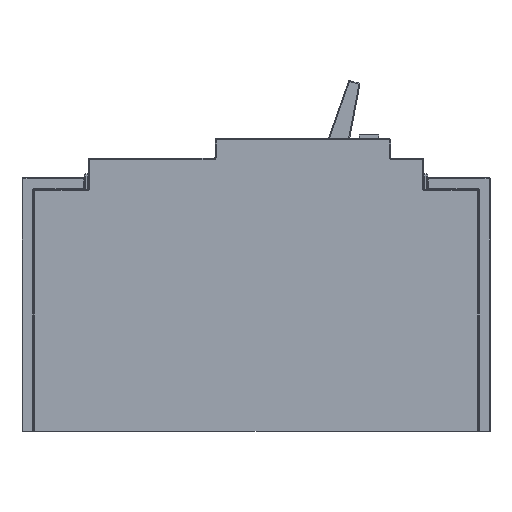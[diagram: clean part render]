
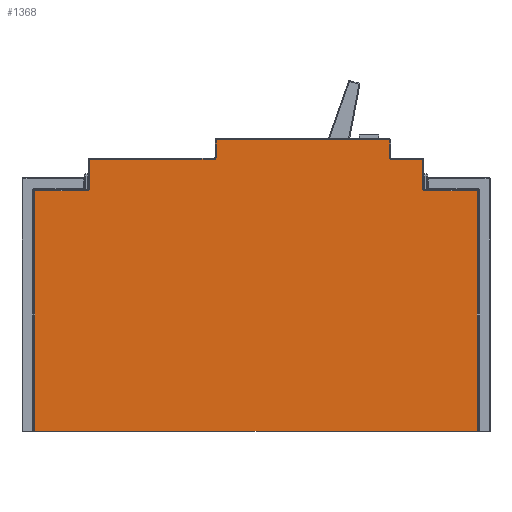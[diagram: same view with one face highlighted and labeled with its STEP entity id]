
A CAD part, left-side view. The second image highlights one B-rep face of the part: STEP entity #1368.
In plain terms, the highlighted planar face has unit normal (-1, 0, 0).
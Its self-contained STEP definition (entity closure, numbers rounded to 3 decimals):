
#986 = EDGE_CURVE ( 'NONE', #15082, #15081, #5104, .T. ) ;
#1368 = ADVANCED_FACE ( 'NONE', ( #6165 ), #6120, .F. ) ;
#1676 = EDGE_CURVE ( 'NONE', #14645, #14646, #6588, .T. ) ;
#1678 = EDGE_CURVE ( 'NONE', #14643, #14644, #6590, .T. ) ;
#1679 = EDGE_CURVE ( 'NONE', #14645, #14644, #6609, .T. ) ;
#1680 = EDGE_CURVE ( 'NONE', #14642, #15082, #6608, .T. ) ;
#1681 = EDGE_CURVE ( 'NONE', #14641, #14642, #6610, .T. ) ;
#1682 = EDGE_CURVE ( 'NONE', #15081, #14643, #6612, .T. ) ;
#1683 = EDGE_CURVE ( 'NONE', #14646, #14647, #6614, .T. ) ;
#1684 = EDGE_CURVE ( 'NONE', #14648, #14647, #6618, .T. ) ;
#1685 = EDGE_CURVE ( 'NONE', #14648, #14649, #6617, .T. ) ;
#1686 = EDGE_CURVE ( 'NONE', #14649, #14650, #6619, .T. ) ;
#1687 = EDGE_CURVE ( 'NONE', #14650, #14651, #6621, .T. ) ;
#1688 = EDGE_CURVE ( 'NONE', #14652, #14651, #6625, .T. ) ;
#1689 = EDGE_CURVE ( 'NONE', #14652, #14653, #6624, .T. ) ;
#1690 = EDGE_CURVE ( 'NONE', #14653, #14654, #6626, .T. ) ;
#1691 = EDGE_CURVE ( 'NONE', #14641, #14654, #6630, .T. ) ;
#4341 = EDGE_LOOP ( 'NONE', ( #4593, #4594, #4595, #4596, #4597, #4599, #4600, #4601, #4603, #4604, #4605, #4607, #4608, #4609, #4610, #4612 ) ) ;
#4593 = ORIENTED_EDGE ( 'NONE', *, *, #1681, .T. ) ;
#4594 = ORIENTED_EDGE ( 'NONE', *, *, #1680, .T. ) ;
#4595 = ORIENTED_EDGE ( 'NONE', *, *, #986, .T. ) ;
#4596 = ORIENTED_EDGE ( 'NONE', *, *, #1682, .T. ) ;
#4597 = ORIENTED_EDGE ( 'NONE', *, *, #1678, .T. ) ;
#4599 = ORIENTED_EDGE ( 'NONE', *, *, #1679, .F. ) ;
#4600 = ORIENTED_EDGE ( 'NONE', *, *, #1676, .T. ) ;
#4601 = ORIENTED_EDGE ( 'NONE', *, *, #1683, .T. ) ;
#4603 = ORIENTED_EDGE ( 'NONE', *, *, #1684, .F. ) ;
#4604 = ORIENTED_EDGE ( 'NONE', *, *, #1685, .T. ) ;
#4605 = ORIENTED_EDGE ( 'NONE', *, *, #1686, .T. ) ;
#4607 = ORIENTED_EDGE ( 'NONE', *, *, #1687, .T. ) ;
#4608 = ORIENTED_EDGE ( 'NONE', *, *, #1688, .F. ) ;
#4609 = ORIENTED_EDGE ( 'NONE', *, *, #1689, .T. ) ;
#4610 = ORIENTED_EDGE ( 'NONE', *, *, #1690, .T. ) ;
#4612 = ORIENTED_EDGE ( 'NONE', *, *, #1691, .F. ) ;
#5101 = VECTOR ( 'NONE', #5865, 1000. ) ;
#5104 = LINE ( 'NONE', #5864, #5101 ) ;
#5295 = AXIS2_PLACEMENT_3D ( 'NONE', #6128, #6134, #6135 ) ;
#5398 = AXIS2_PLACEMENT_3D ( 'NONE', #7531, #7540, #7541 ) ;
#5401 = AXIS2_PLACEMENT_3D ( 'NONE', #7526, #7529, #7530 ) ;
#5402 = AXIS2_PLACEMENT_3D ( 'NONE', #7551, #7555, #7556 ) ;
#5403 = AXIS2_PLACEMENT_3D ( 'NONE', #7542, #7549, #7550 ) ;
#5864 = CARTESIAN_POINT ( 'NONE',  ( -39., 60., 0. ) ) ;
#5865 = DIRECTION ( 'NONE',  ( 0., -1., 0. ) ) ;
#6120 = PLANE ( 'NONE',  #5295 ) ;
#6128 = CARTESIAN_POINT ( 'NONE',  ( -39., 60., 75. ) ) ;
#6134 = DIRECTION ( 'NONE',  ( 1., 0., 0. ) ) ;
#6135 = DIRECTION ( 'NONE',  ( 0., 1., 0. ) ) ;
#6165 = FACE_OUTER_BOUND ( 'NONE', #4341, .T. ) ;
#6588 = LINE ( 'NONE', #7511, #6601 ) ;
#6590 = LINE ( 'NONE', #7521, #6605 ) ;
#6601 = VECTOR ( 'NONE', #7522, 1000. ) ;
#6602 = VECTOR ( 'NONE', #7532, 1000. ) ;
#6605 = VECTOR ( 'NONE', #7527, 1000. ) ;
#6607 = VECTOR ( 'NONE', #7543, 1000. ) ;
#6608 = LINE ( 'NONE', #7523, #6602 ) ;
#6609 = CIRCLE ( 'NONE', #5401, 0.5 ) ;
#6610 = LINE ( 'NONE', #7533, #6611 ) ;
#6611 = VECTOR ( 'NONE', #7534, 1000. ) ;
#6612 = LINE ( 'NONE', #7535, #6613 ) ;
#6613 = VECTOR ( 'NONE', #7536, 1000. ) ;
#6614 = LINE ( 'NONE', #7537, #6615 ) ;
#6615 = VECTOR ( 'NONE', #7538, 1000. ) ;
#6616 = VECTOR ( 'NONE', #7552, 1000. ) ;
#6617 = LINE ( 'NONE', #7528, #6607 ) ;
#6618 = CIRCLE ( 'NONE', #5398, 0.5 ) ;
#6619 = LINE ( 'NONE', #7544, #6620 ) ;
#6620 = VECTOR ( 'NONE', #7545, 1000. ) ;
#6621 = LINE ( 'NONE', #7546, #6622 ) ;
#6622 = VECTOR ( 'NONE', #7547, 1000. ) ;
#6624 = LINE ( 'NONE', #7539, #6616 ) ;
#6625 = CIRCLE ( 'NONE', #5403, 0.5 ) ;
#6626 = LINE ( 'NONE', #7553, #6627 ) ;
#6627 = VECTOR ( 'NONE', #7554, 1000. ) ;
#6630 = CIRCLE ( 'NONE', #5402, 0.5 ) ;
#7511 = CARTESIAN_POINT ( 'NONE',  ( -39., -42.75, 75. ) ) ;
#7521 = CARTESIAN_POINT ( 'NONE',  ( -39., 60., 61.75 ) ) ;
#7522 = DIRECTION ( 'NONE',  ( 0., 0., 1. ) ) ;
#7523 = CARTESIAN_POINT ( 'NONE',  ( -39., 56.75, 75. ) ) ;
#7526 = CARTESIAN_POINT ( 'NONE',  ( -39., -43.25, 62.25 ) ) ;
#7527 = DIRECTION ( 'NONE',  ( 0., 1., 0. ) ) ;
#7528 = CARTESIAN_POINT ( 'NONE',  ( -39., -34.25, 75. ) ) ;
#7529 = DIRECTION ( 'NONE',  ( -1., 0., 0. ) ) ;
#7530 = DIRECTION ( 'NONE',  ( 0., 1., 0. ) ) ;
#7531 = CARTESIAN_POINT ( 'NONE',  ( -39., -34.75, 70.25 ) ) ;
#7532 = DIRECTION ( 'NONE',  ( 0., 0., -1. ) ) ;
#7533 = CARTESIAN_POINT ( 'NONE',  ( -39., 60., 61.75 ) ) ;
#7534 = DIRECTION ( 'NONE',  ( 0., 1., 0. ) ) ;
#7535 = CARTESIAN_POINT ( 'NONE',  ( -39., -56.75, 75. ) ) ;
#7536 = DIRECTION ( 'NONE',  ( 0., 0., 1. ) ) ;
#7537 = CARTESIAN_POINT ( 'NONE',  ( -39., 60., 69.75 ) ) ;
#7538 = DIRECTION ( 'NONE',  ( 0., 1., 0. ) ) ;
#7539 = CARTESIAN_POINT ( 'NONE',  ( -39., 60., 69.75 ) ) ;
#7540 = DIRECTION ( 'NONE',  ( -1., 0., 0. ) ) ;
#7541 = DIRECTION ( 'NONE',  ( 0., 1., 0. ) ) ;
#7542 = CARTESIAN_POINT ( 'NONE',  ( -39., 10.75, 70.25 ) ) ;
#7543 = DIRECTION ( 'NONE',  ( 0., 0., 1. ) ) ;
#7544 = CARTESIAN_POINT ( 'NONE',  ( -39., 10.5, 74.75 ) ) ;
#7545 = DIRECTION ( 'NONE',  ( 0., 1., 0. ) ) ;
#7546 = CARTESIAN_POINT ( 'NONE',  ( -39., 10.25, 75. ) ) ;
#7547 = DIRECTION ( 'NONE',  ( 0., 0., -1. ) ) ;
#7549 = DIRECTION ( 'NONE',  ( -1., 0., 0. ) ) ;
#7550 = DIRECTION ( 'NONE',  ( 0., 1., 0. ) ) ;
#7551 = CARTESIAN_POINT ( 'NONE',  ( -39., 43.25, 62.25 ) ) ;
#7552 = DIRECTION ( 'NONE',  ( 0., 1., 0. ) ) ;
#7553 = CARTESIAN_POINT ( 'NONE',  ( -39., 42.75, 75. ) ) ;
#7554 = DIRECTION ( 'NONE',  ( 0., 0., -1. ) ) ;
#7555 = DIRECTION ( 'NONE',  ( -1., 0., 0. ) ) ;
#7556 = DIRECTION ( 'NONE',  ( 0., 1., 0. ) ) ;
#14262 = CARTESIAN_POINT ( 'NONE',  ( -39., 43.25, 61.75 ) ) ;
#14263 = CARTESIAN_POINT ( 'NONE',  ( -39., 56.75, 61.75 ) ) ;
#14264 = CARTESIAN_POINT ( 'NONE',  ( -39., -56.75, 61.75 ) ) ;
#14265 = CARTESIAN_POINT ( 'NONE',  ( -39., -43.25, 61.75 ) ) ;
#14266 = CARTESIAN_POINT ( 'NONE',  ( -39., -42.75, 62.25 ) ) ;
#14267 = CARTESIAN_POINT ( 'NONE',  ( -39., -42.75, 69.75 ) ) ;
#14268 = CARTESIAN_POINT ( 'NONE',  ( -39., -34.75, 69.75 ) ) ;
#14269 = CARTESIAN_POINT ( 'NONE',  ( -39., -34.25, 70.25 ) ) ;
#14270 = CARTESIAN_POINT ( 'NONE',  ( -39., -34.25, 74.75 ) ) ;
#14271 = CARTESIAN_POINT ( 'NONE',  ( -39., 10.25, 74.75 ) ) ;
#14272 = CARTESIAN_POINT ( 'NONE',  ( -39., 10.25, 70.25 ) ) ;
#14273 = CARTESIAN_POINT ( 'NONE',  ( -39., 10.75, 69.75 ) ) ;
#14274 = CARTESIAN_POINT ( 'NONE',  ( -39., 42.75, 69.75 ) ) ;
#14275 = CARTESIAN_POINT ( 'NONE',  ( -39., 42.75, 62.25 ) ) ;
#14499 = CARTESIAN_POINT ( 'NONE',  ( -39., -56.75, 0. ) ) ;
#14500 = CARTESIAN_POINT ( 'NONE',  ( -39., 56.75, 0. ) ) ;
#14641 = VERTEX_POINT ( 'NONE', #14262 ) ;
#14642 = VERTEX_POINT ( 'NONE', #14263 ) ;
#14643 = VERTEX_POINT ( 'NONE', #14264 ) ;
#14644 = VERTEX_POINT ( 'NONE', #14265 ) ;
#14645 = VERTEX_POINT ( 'NONE', #14266 ) ;
#14646 = VERTEX_POINT ( 'NONE', #14267 ) ;
#14647 = VERTEX_POINT ( 'NONE', #14268 ) ;
#14648 = VERTEX_POINT ( 'NONE', #14269 ) ;
#14649 = VERTEX_POINT ( 'NONE', #14270 ) ;
#14650 = VERTEX_POINT ( 'NONE', #14271 ) ;
#14651 = VERTEX_POINT ( 'NONE', #14272 ) ;
#14652 = VERTEX_POINT ( 'NONE', #14273 ) ;
#14653 = VERTEX_POINT ( 'NONE', #14274 ) ;
#14654 = VERTEX_POINT ( 'NONE', #14275 ) ;
#15081 = VERTEX_POINT ( 'NONE', #14499 ) ;
#15082 = VERTEX_POINT ( 'NONE', #14500 ) ;
